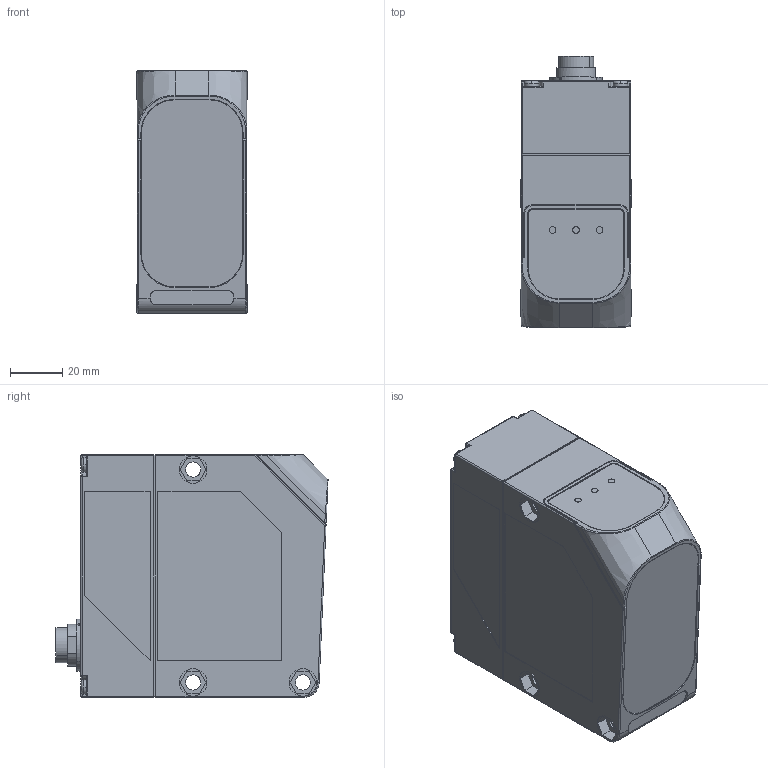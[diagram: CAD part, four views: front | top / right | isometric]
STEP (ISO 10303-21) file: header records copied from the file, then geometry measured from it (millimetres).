
FILE_DESCRIPTION((''),'2;1');
FILE_NAME('DM_CAD-1941_SW0002','2014-01-21T',('creinig-se'),(''),'PRO/ENGINEER BY PARAMETRIC TECHNOLOGY CORPORATION, 2013050','PRO/ENGINEER BY PARAMETRIC TECHNOLOGY CORPORATION, 2013050','');
FILE_SCHEMA(('CONFIG_CONTROL_DESIGN'));
Length unit declared in the file: millimetre
Products named in the file (1): DM_CAD-1941_SW0002
Bounding box: 42.4 x 104.13 x 93 mm (x, y, z)
Volume: 345303.9 mm3; surface area: 42985.6 mm2
Topology: 1 solids, 1 shells, 646 faces, 1766 edges, 1164 vertices
Faces by surface type: plane 291, cylinder 243, cone 48, torus 34, sphere 18, bspline 8, extrusion 4
Entity records: 26516 total; most frequent: CARTESIAN_POINT 4949, DIRECTION 3583, ORIENTED_EDGE 3496, EDGE_CURVE 1748, AXIS2_PLACEMENT_3D 1316, VERTEX_POINT 1164, VECTOR 951, LINE 947
